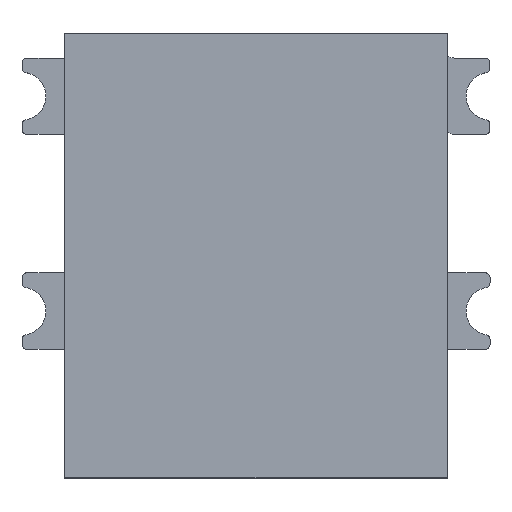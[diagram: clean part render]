
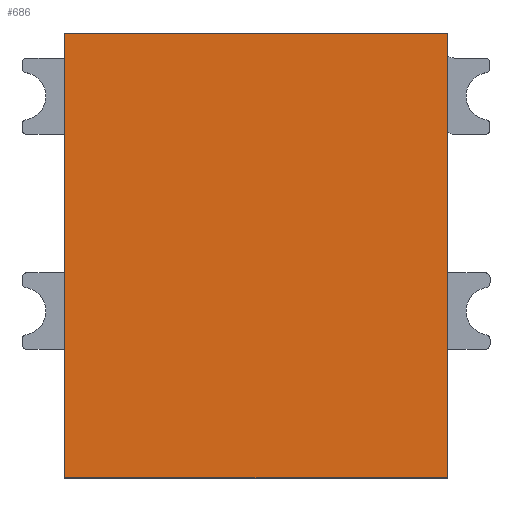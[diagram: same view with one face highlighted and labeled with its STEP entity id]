
A CAD part, top view. The second image highlights one B-rep face of the part: STEP entity #686.
In plain terms, the highlighted planar face has unit normal (0, 0, 1).
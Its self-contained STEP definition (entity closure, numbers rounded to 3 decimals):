
#686 = ADVANCED_FACE( '', ( #1363 ), #1364, .T. );
#1363 = FACE_OUTER_BOUND( '', #2139, .T. );
#1364 = PLANE( '', #2140 );
#2139 = EDGE_LOOP( '', ( #3917, #3918, #3919, #3920 ) );
#2140 = AXIS2_PLACEMENT_3D( '', #3921, #3922, #3923 );
#3917 = ORIENTED_EDGE( '', *, *, #4794, .F. );
#3918 = ORIENTED_EDGE( '', *, *, #4633, .F. );
#3919 = ORIENTED_EDGE( '', *, *, #4564, .T. );
#3920 = ORIENTED_EDGE( '', *, *, #4612, .T. );
#3921 = CARTESIAN_POINT( '', ( -4., -4.65, 2.65 ) );
#3922 = DIRECTION( '', ( 0., 0., 1. ) );
#3923 = DIRECTION( '', ( 1., 0., 0. ) );
#4564 = EDGE_CURVE( '', #5556, #5554, #5557, .T. );
#4612 = EDGE_CURVE( '', #5554, #5626, #5628, .T. );
#4633 = EDGE_CURVE( '', #5556, #5654, #5661, .T. );
#4794 = EDGE_CURVE( '', #5654, #5626, #5895, .T. );
#5554 = VERTEX_POINT( '', #6889 );
#5556 = VERTEX_POINT( '', #6892 );
#5557 = LINE( '', #6893, #6894 );
#5626 = VERTEX_POINT( '', #6985 );
#5628 = LINE( '', #6988, #6989 );
#5654 = VERTEX_POINT( '', #7024 );
#5661 = LINE( '', #7035, #7036 );
#5895 = LINE( '', #7359, #7360 );
#6889 = CARTESIAN_POINT( '', ( 4., -4.65, 2.65 ) );
#6892 = CARTESIAN_POINT( '', ( -4., -4.65, 2.65 ) );
#6893 = CARTESIAN_POINT( '', ( -4., -4.65, 2.65 ) );
#6894 = VECTOR( '', #8122, 1000. );
#6985 = CARTESIAN_POINT( '', ( 4., 4.65, 2.65 ) );
#6988 = CARTESIAN_POINT( '', ( 4., -4.65, 2.65 ) );
#6989 = VECTOR( '', #8185, 1000. );
#7024 = CARTESIAN_POINT( '', ( -4., 4.65, 2.65 ) );
#7035 = CARTESIAN_POINT( '', ( -4., -4.65, 2.65 ) );
#7036 = VECTOR( '', #8208, 1000. );
#7359 = CARTESIAN_POINT( '', ( -4., 4.65, 2.65 ) );
#7360 = VECTOR( '', #8391, 1000. );
#8122 = DIRECTION( '', ( 1., 0., 0. ) );
#8185 = DIRECTION( '', ( 0., 1., 0. ) );
#8208 = DIRECTION( '', ( 0., 1., 0. ) );
#8391 = DIRECTION( '', ( 1., 0., 0. ) );
